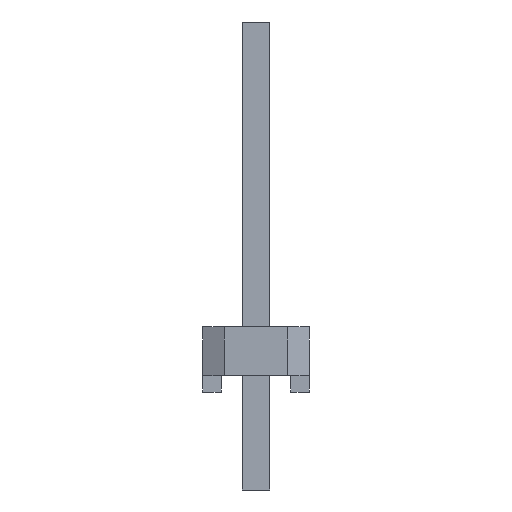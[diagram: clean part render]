
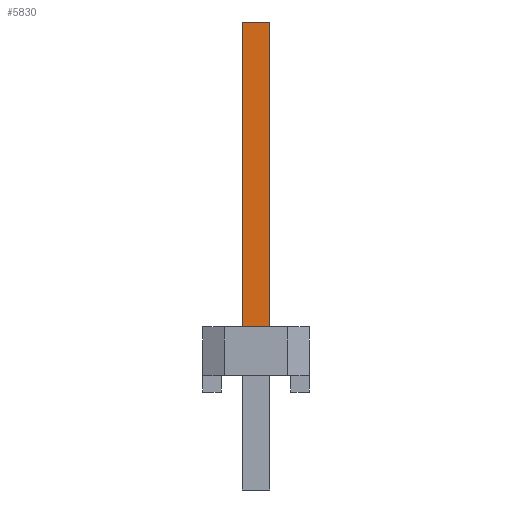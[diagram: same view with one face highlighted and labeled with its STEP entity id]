
A CAD part, left-side view. The second image highlights one B-rep face of the part: STEP entity #5830.
In plain terms, the highlighted planar face has unit normal (-1, 0, 0).
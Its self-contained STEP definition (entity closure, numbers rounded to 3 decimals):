
#4926 = VERTEX_POINT('',#4927);
#4927 = CARTESIAN_POINT('',(-6.668,0.318,1.56));
#4942 = VERTEX_POINT('',#4943);
#4943 = CARTESIAN_POINT('',(-6.668,-0.318,1.56));
#4949 = EDGE_CURVE('',#4926,#4942,#4950,.T.);
#4950 = LINE('',#4951,#4952);
#4951 = CARTESIAN_POINT('',(-6.668,0.318,1.56));
#4952 = VECTOR('',#4953,1.);
#4953 = DIRECTION('',(0.,-1.,0.));
#5789 = VERTEX_POINT('',#5790);
#5790 = CARTESIAN_POINT('',(-6.668,0.318,8.672));
#5796 = EDGE_CURVE('',#5789,#4926,#5797,.T.);
#5797 = LINE('',#5798,#5799);
#5798 = CARTESIAN_POINT('',(-6.668,0.318,8.672));
#5799 = VECTOR('',#5800,1.);
#5800 = DIRECTION('',(0.,0.,-1.));
#5830 = ADVANCED_FACE('',(#5831),#5849,.F.);
#5831 = FACE_BOUND('',#5832,.F.);
#5832 = EDGE_LOOP('',(#5833,#5841,#5842,#5843));
#5833 = ORIENTED_EDGE('',*,*,#5834,.T.);
#5834 = EDGE_CURVE('',#5835,#4942,#5837,.T.);
#5835 = VERTEX_POINT('',#5836);
#5836 = CARTESIAN_POINT('',(-6.668,-0.318,8.672));
#5837 = LINE('',#5838,#5839);
#5838 = CARTESIAN_POINT('',(-6.668,-0.318,8.672));
#5839 = VECTOR('',#5840,1.);
#5840 = DIRECTION('',(0.,0.,-1.));
#5841 = ORIENTED_EDGE('',*,*,#4949,.F.);
#5842 = ORIENTED_EDGE('',*,*,#5796,.F.);
#5843 = ORIENTED_EDGE('',*,*,#5844,.F.);
#5844 = EDGE_CURVE('',#5835,#5789,#5845,.T.);
#5845 = LINE('',#5846,#5847);
#5846 = CARTESIAN_POINT('',(-6.668,-0.318,8.672));
#5847 = VECTOR('',#5848,1.);
#5848 = DIRECTION('',(0.,1.,0.));
#5849 = PLANE('',#5850);
#5850 = AXIS2_PLACEMENT_3D('',#5851,#5852,#5853);
#5851 = CARTESIAN_POINT('',(-6.668,-0.318,8.672));
#5852 = DIRECTION('',(1.,0.,0.));
#5853 = DIRECTION('',(0.,1.,0.));
